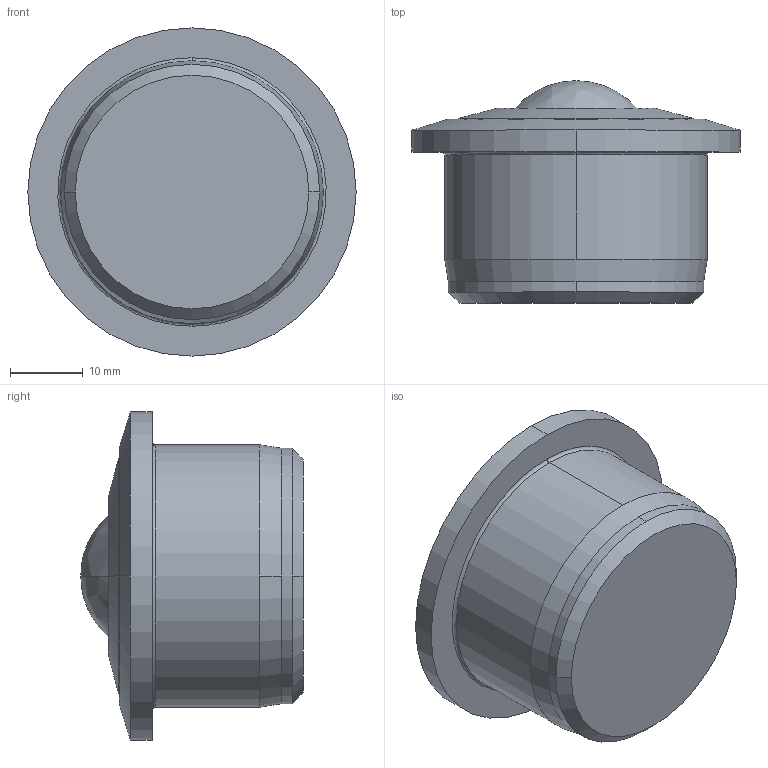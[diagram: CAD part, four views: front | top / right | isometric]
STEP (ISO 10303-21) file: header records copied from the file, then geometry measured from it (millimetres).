
FILE_DESCRIPTION (( 'STEP AP214' ), '1' );
FILE_NAME ('0017494.step', '2020-11-23T13:28:52', ( '' ), ( '' ), 'SwSTEP 2.0', 'SolidWorks 2018', '' );
FILE_SCHEMA (( 'AUTOMOTIVE_DESIGN' ));
Length unit declared in the file: millimetre
Products named in the file (1): 0017494
Bounding box: 45 x 30.5 x 45 mm (x, y, z)
Volume: 28668 mm3; surface area: 6189.4 mm2
Topology: 1 solids, 1 shells, 27 faces, 61 edges, 40 vertices
Faces by surface type: cylinder 10, cone 8, plane 5, bspline 4
Entity records: 1138 total; most frequent: CARTESIAN_POINT 479, DIRECTION 144, ORIENTED_EDGE 122, AXIS2_PLACEMENT_3D 63, EDGE_CURVE 61, VERTEX_POINT 40, CIRCLE 39, EDGE_LOOP 31
